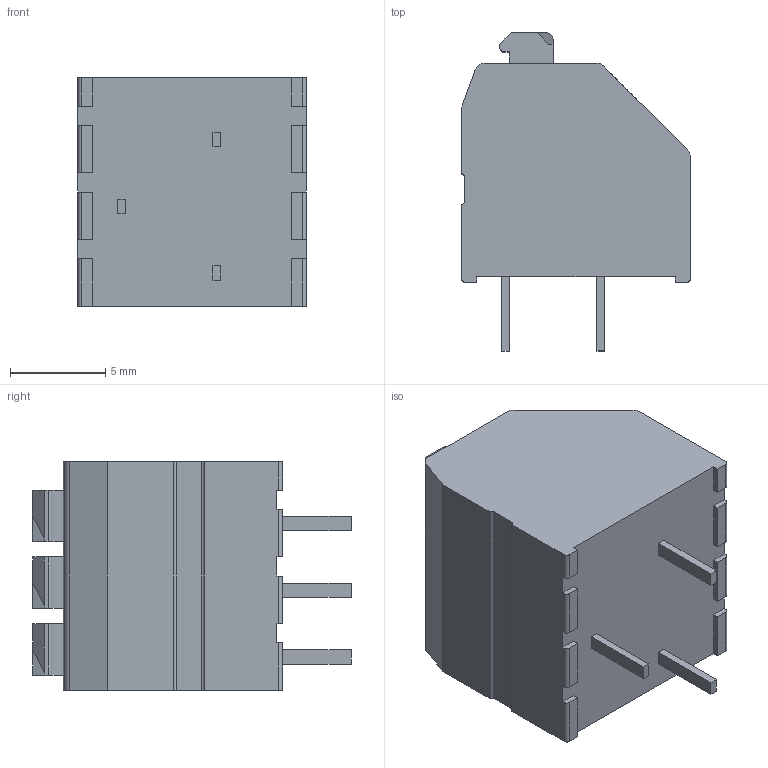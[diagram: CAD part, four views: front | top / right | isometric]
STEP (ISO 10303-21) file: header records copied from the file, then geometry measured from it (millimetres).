
FILE_DESCRIPTION(/* description */ ('STEP AP203'),/* implementation_level */ '2;1');
FILE_NAME(/* name */ '250-203',/* time_stamp */ '2023-11-17T14:32:44+01:00',/* author */ ('License CC BY-ND 4.0'),/* organization */ ('CADENAS'),/* preprocessor_version */ 'ST-DEVELOPER v19.3',/* originating_system */ 'PARTsolutions',/* authorisation */ ' ');
FILE_SCHEMA (('CONFIG_CONTROL_DESIGN'));
Length unit declared in the file: millimetre
Products named in the file (1): 250-203
Bounding box: 12 x 16.7 x 12 mm (x, y, z)
Volume: 1457.6 mm3; surface area: 898.8 mm2
Topology: 1 solids, 1 shells, 141 faces, 390 edges, 257 vertices
Faces by surface type: plane 107, cylinder 28, cone 6
Entity records: 5477 total; most frequent: CARTESIAN_POINT 825, ORIENTED_EDGE 780, DIRECTION 724, EDGE_CURVE 390, LINE 316, VECTOR 316, VERTEX_POINT 257, AXIS2_PLACEMENT_3D 204
